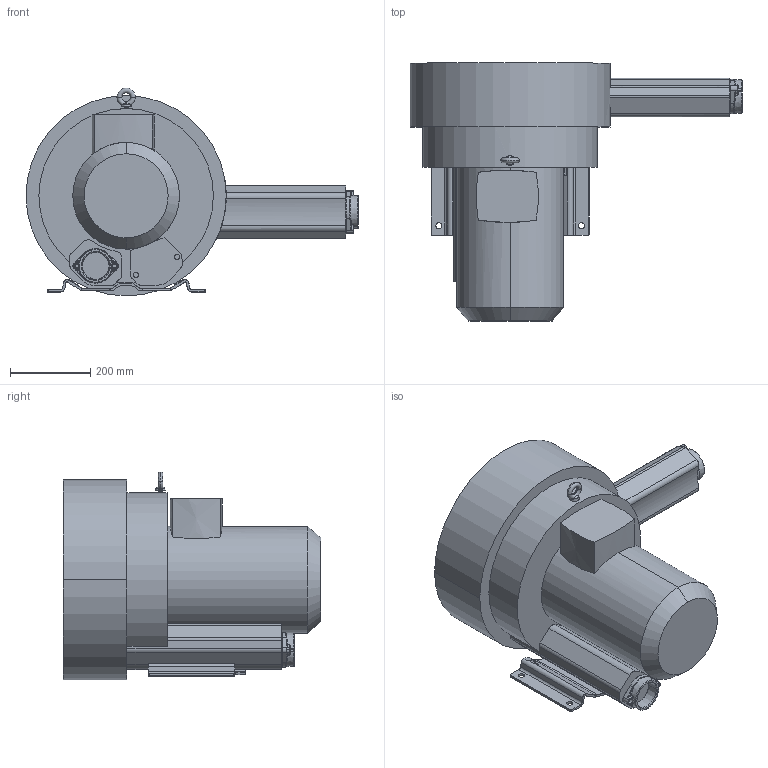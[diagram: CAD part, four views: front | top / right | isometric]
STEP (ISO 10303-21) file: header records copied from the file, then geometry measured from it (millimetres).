
FILE_DESCRIPTION((''),'2;1');
FILE_NAME('MANIFOLD_SOLID_BREP_3936','2024-12-05T',('xuan'),(''),'PRO/ENGINEER BY PARAMETRIC TECHNOLOGY CORPORATION, 2007090','PRO/ENGINEER BY PARAMETRIC TECHNOLOGY CORPORATION, 2007090','');
FILE_SCHEMA(('AUTOMOTIVE_DESIGN_CC2 { 1 2 10303 214 -1 1 5 2 }'));
Length unit declared in the file: millimetre
Products named in the file (1): MANIFOLD_SOLID_BREP_3936
Bounding box: 829 x 644 x 519.01 mm (x, y, z)
Volume: 76245579.2 mm3; surface area: 1611397.1 mm2
Topology: 3 solids, 3 shells, 625 faces, 1526 edges, 924 vertices
Faces by surface type: cylinder 217, bspline 134, plane 122, torus 100, cone 46, extrusion 6
Entity records: 26825 total; most frequent: CARTESIAN_POINT 12627, ORIENTED_EDGE 3052, DIRECTION 2943, EDGE_CURVE 1526, AXIS2_PLACEMENT_3D 1206, VERTEX_POINT 924, CIRCLE 720, EDGE_LOOP 668
